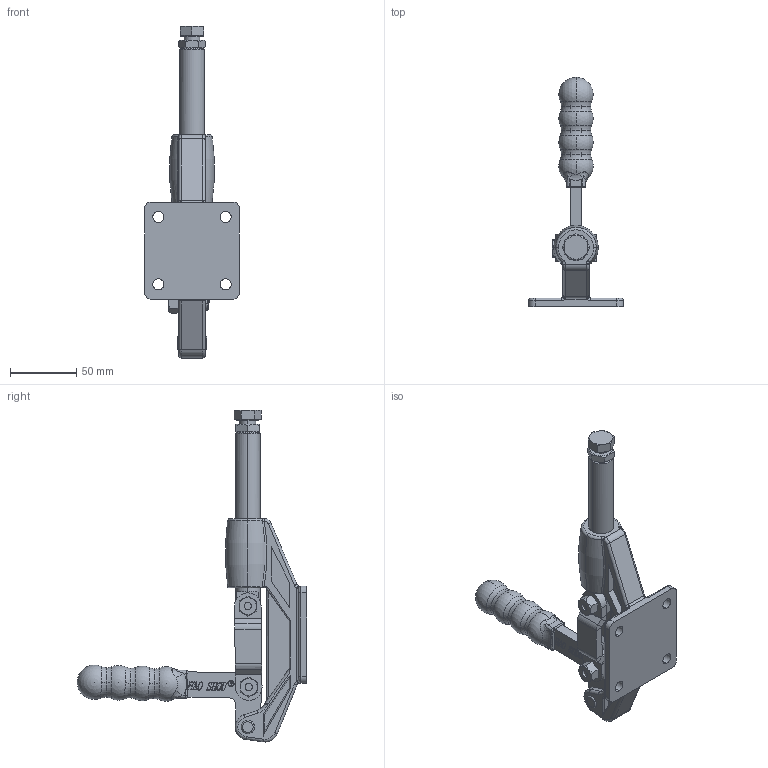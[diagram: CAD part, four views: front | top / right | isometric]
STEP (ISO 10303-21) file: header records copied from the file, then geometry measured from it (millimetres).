
FILE_DESCRIPTION (( 'STEP AP203' ), '1' );
FILE_NAME ('HS-305-HM .STEP', '2019-09-05T12:39:10', ( '微软用户' ), ( '微软中国' ), 'SwSTEP 2.0', 'SolidWorks 2012', '' );
FILE_SCHEMA (( 'CONFIG_CONTROL_DESIGN' ));
Length unit declared in the file: millimetre
Products named in the file (12): HS-305-HM ; prevailing torque hex nuts2 class 9 gb_GB_HEXAGON_LOCK_TYPE5 M8-N; 0#忒參杶; T倛种; 騵艦杶; 忒參; hex thin nuts-grades ab-chamfered gb_GB_FASTENER_NUT_STNAB M12-N; hexagon head bolts-full thread gb_GB_FASTENER_BOLT_STBAB A M12X60-C; 挴裝; 种1; 蟀裝; 菁釱
Assembly tree (15 placements, depth 2):
  HS-305-HM 
    菁釱
    蟀裝  x2
    种1
    挴裝
    hexagon head bolts-full thread gb_GB_FASTENER_BOLT_STBAB A M12X60-C
    hex thin nuts-grades ab-chamfered gb_GB_FASTENER_NUT_STNAB M12-N
    忒參
    騵艦杶  x2
    T倛种  x2
    0#忒參杶
    prevailing torque hex nuts2 class 9 gb_GB_HEXAGON_LOCK_TYPE5 M8-N  x2
Bounding box: 71.4 x 172.84 x 249.97 mm (x, y, z)
Volume: 221565.9 mm3; surface area: 81573.5 mm2
Topology: 15 solids, 15 shells, 888 faces, 2250 edges, 1416 vertices
Faces by surface type: plane 428, cylinder 167, bspline 160, cone 70, torus 55, sphere 8
Entity records: 33227 total; most frequent: CARTESIAN_POINT 13498, ORIENTED_EDGE 4068, DIRECTION 3360, EDGE_CURVE 2034, VERTEX_POINT 1295, LINE 1210, VECTOR 1210, AXIS2_PLACEMENT_3D 1075
